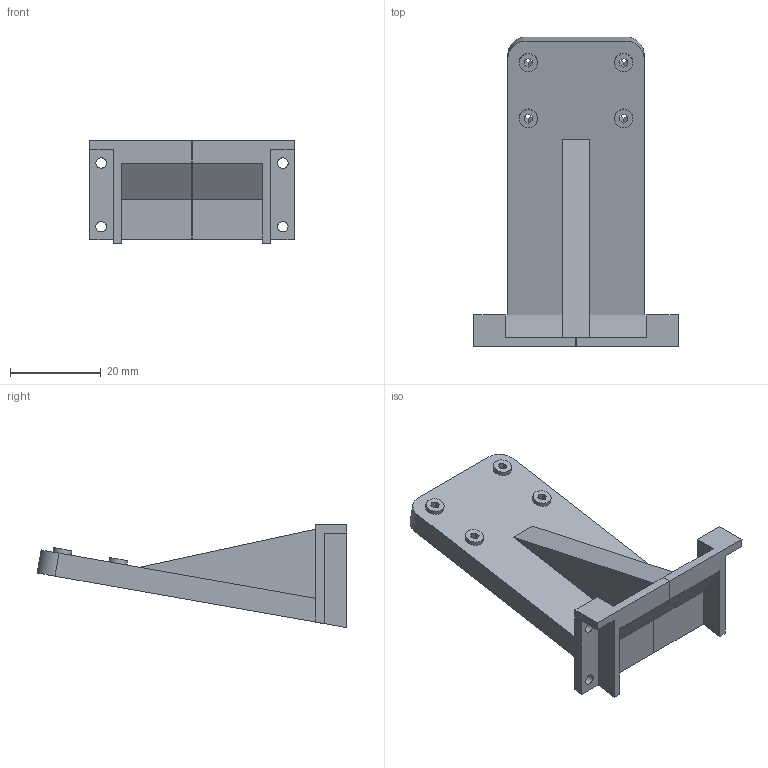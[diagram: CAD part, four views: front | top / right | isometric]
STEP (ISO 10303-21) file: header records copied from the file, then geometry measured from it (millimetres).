
FILE_DESCRIPTION(/* description */ (''),/* implementation_level */ '2;1');
FILE_NAME(/* name */ 'jetracer_cam_mount.step',/* time_stamp */ '2019-10-16T06:03:49+02:00',/* author */ (''),/* organization */ (''),/* preprocessor_version */ 'ST-DEVELOPER v18',/* originating_system */ 'Autodesk Translation Framework v8.6.0.1094',/* authorisation */ '');
FILE_SCHEMA (('AUTOMOTIVE_DESIGN { 1 0 10303 214 3 1 1 }'));
Length unit declared in the file: millimetre
Products named in the file (1): jetracer_cam_mount
Bounding box: 45.01 x 68.21 x 22.73 mm (x, y, z)
Volume: 13902.5 mm3; surface area: 8053.2 mm2
Topology: 1 solids, 1 shells, 96 faces, 256 edges, 164 vertices
Faces by surface type: plane 86, cylinder 10
Full cylindrical faces by diameter (mm): 2.3 x4, 4 x4
Entity records: 2996 total; most frequent: CARTESIAN_POINT 517, ORIENTED_EDGE 512, DIRECTION 470, EDGE_CURVE 256, LINE 236, VECTOR 236, VERTEX_POINT 164, AXIS2_PLACEMENT_3D 117
